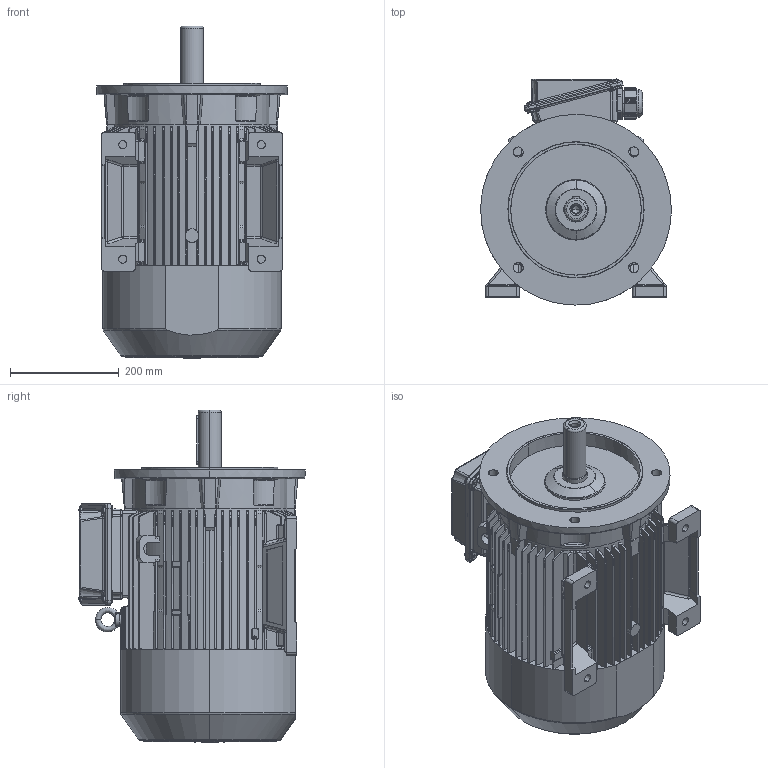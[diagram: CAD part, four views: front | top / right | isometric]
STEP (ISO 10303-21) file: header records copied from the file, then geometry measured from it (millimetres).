
FILE_DESCRIPTION (( 'STEP AP214' ), '1' );
FILE_NAME ('G-160M B35-T.WOL.STEP', '2019-08-20T12:55:05', ( '' ), ( '' ), 'SwSTEP 2.0', 'SolidWorks 2018', '' );
FILE_SCHEMA (( 'AUTOMOTIVE_DESIGN' ));
Length unit declared in the file: millimetre
Products named in the file (1): G-160M B35-T.WOL
Bounding box: 350 x 415.29 x 609.5 mm (x, y, z)
Volume: 38221963.7 mm3; surface area: 1519219.8 mm2
Topology: 2 solids, 2 shells, 2671 faces, 7376 edges, 4687 vertices
Faces by surface type: plane 839, cylinder 794, bspline 596, cone 383, torus 42, sphere 17
Entity records: 157492 total; most frequent: CARTESIAN_POINT 99831, ORIENTED_EDGE 14576, DIRECTION 8424, EDGE_CURVE 7288, VERTEX_POINT 4677, B_SPLINE_CURVE_WITH_KNOTS 3600, AXIS2_PLACEMENT_3D 3075, EDGE_LOOP 2753
